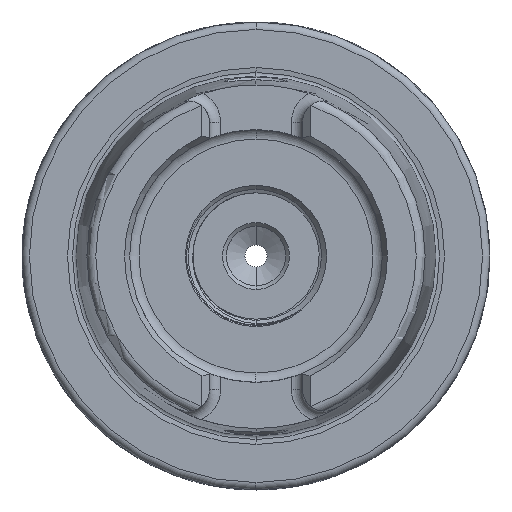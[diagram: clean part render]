
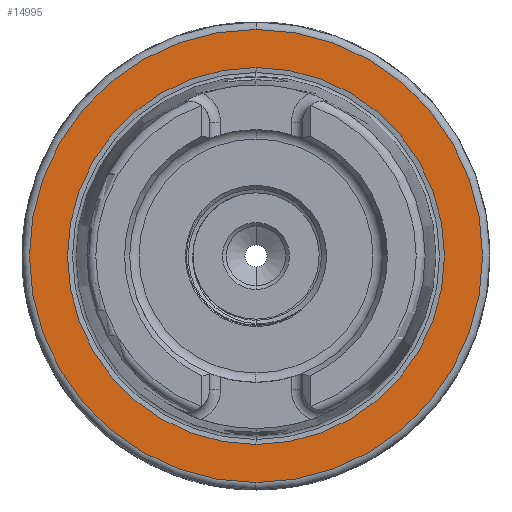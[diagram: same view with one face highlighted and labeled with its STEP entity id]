
A CAD part, left-side view. The second image highlights one B-rep face of the part: STEP entity #14995.
In plain terms, the highlighted planar face has unit normal (-1, 0, 0).
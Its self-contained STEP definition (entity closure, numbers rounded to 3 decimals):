
#219 = AXIS2_PLACEMENT_3D ( 'NONE', #4972, #4977, #4941 ) ;
#422 = EDGE_CURVE ( 'NONE', #13287, #13286, #13700, .T. ) ;
#471 = EDGE_CURVE ( 'NONE', #13267, #13281, #13722, .T. ) ;
#551 = EDGE_CURVE ( 'NONE', #13286, #13287, #13804, .T. ) ;
#641 = EDGE_CURVE ( 'NONE', #13281, #13267, #1566, .T. ) ;
#677 = AXIS2_PLACEMENT_3D ( 'NONE', #12560, #12562, #12571 ) ;
#745 = AXIS2_PLACEMENT_3D ( 'NONE', #4659, #4660, #4661 ) ;
#761 = AXIS2_PLACEMENT_3D ( 'NONE', #1231, #1240, #1266 ) ;
#835 = AXIS2_PLACEMENT_3D ( 'NONE', #15790, #15767, #15765 ) ;
#1231 = CARTESIAN_POINT ( 'NONE',  ( 0., 0., 0. ) ) ;
#1240 = DIRECTION ( 'NONE',  ( 1., 0., 0. ) ) ;
#1266 = DIRECTION ( 'NONE',  ( 0., 0., -1. ) ) ;
#1566 = CIRCLE ( 'NONE', #835, 30.5 ) ;
#1906 = FACE_OUTER_BOUND ( 'NONE', #13067, .T. ) ;
#1910 = FACE_BOUND ( 'NONE', #13097, .T. ) ;
#4659 = CARTESIAN_POINT ( 'NONE',  ( 0., 0., 0. ) ) ;
#4660 = DIRECTION ( 'NONE',  ( -1., 0., 0. ) ) ;
#4661 = DIRECTION ( 'NONE',  ( 0., 0., 1. ) ) ;
#4941 = DIRECTION ( 'NONE',  ( 0., 0., 1. ) ) ;
#4972 = CARTESIAN_POINT ( 'NONE',  ( 0., 25.369, 0. ) ) ;
#4977 = DIRECTION ( 'NONE',  ( -1., 0., 0. ) ) ;
#4982 = PLANE ( 'NONE',  #219 ) ;
#5956 = CARTESIAN_POINT ( 'NONE',  ( 0., 0., -25.369 ) ) ;
#5957 = CARTESIAN_POINT ( 'NONE',  ( 0., 0., 25.369 ) ) ;
#5960 = CARTESIAN_POINT ( 'NONE',  ( 0., 0., 30.5 ) ) ;
#5962 = CARTESIAN_POINT ( 'NONE',  ( 0., 0., -30.5 ) ) ;
#12560 = CARTESIAN_POINT ( 'NONE',  ( 0., 0., 0. ) ) ;
#12562 = DIRECTION ( 'NONE',  ( 1., 0., 0. ) ) ;
#12571 = DIRECTION ( 'NONE',  ( 0., 0., -1. ) ) ;
#13067 = EDGE_LOOP ( 'NONE', ( #16072, #16046 ) ) ;
#13097 = EDGE_LOOP ( 'NONE', ( #16040, #16042 ) ) ;
#13267 = VERTEX_POINT ( 'NONE', #5960 ) ;
#13281 = VERTEX_POINT ( 'NONE', #5962 ) ;
#13286 = VERTEX_POINT ( 'NONE', #5956 ) ;
#13287 = VERTEX_POINT ( 'NONE', #5957 ) ;
#13700 = CIRCLE ( 'NONE', #677, 25.369 ) ;
#13722 = CIRCLE ( 'NONE', #745, 30.5 ) ;
#13804 = CIRCLE ( 'NONE', #761, 25.369 ) ;
#14995 = ADVANCED_FACE ( 'NONE', ( #1906, #1910 ), #4982, .T. ) ;
#15765 = DIRECTION ( 'NONE',  ( 0., 0., 1. ) ) ;
#15767 = DIRECTION ( 'NONE',  ( -1., 0., 0. ) ) ;
#15790 = CARTESIAN_POINT ( 'NONE',  ( 0., 0., 0. ) ) ;
#16040 = ORIENTED_EDGE ( 'NONE', *, *, #422, .T. ) ;
#16042 = ORIENTED_EDGE ( 'NONE', *, *, #551, .T. ) ;
#16046 = ORIENTED_EDGE ( 'NONE', *, *, #641, .T. ) ;
#16072 = ORIENTED_EDGE ( 'NONE', *, *, #471, .T. ) ;
